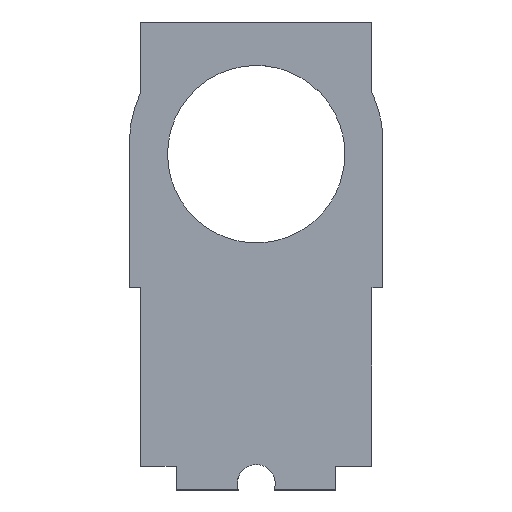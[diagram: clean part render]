
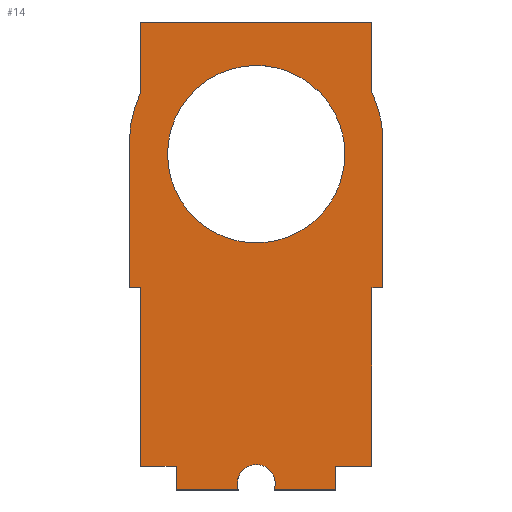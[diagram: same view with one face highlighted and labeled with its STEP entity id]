
A CAD part, top view. The second image highlights one B-rep face of the part: STEP entity #14.
In plain terms, the highlighted planar face has unit normal (0, 0, 1).
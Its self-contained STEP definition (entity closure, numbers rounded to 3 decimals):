
#14=ADVANCED_FACE('',(#38,#36),#369,.T.);
#36=FACE_BOUND('',#61,.T.);
#38=FACE_OUTER_BOUND('',#60,.T.);
#60=EDGE_LOOP('',(#84,#85,#86,#87,#88,#89,#90,#91,#92,#93,#94,#95,#96,#97,
#98,#99,#100,#101,#102));
#61=EDGE_LOOP('',(#103));
#84=ORIENTED_EDGE('',*,*,#221,.T.);
#85=ORIENTED_EDGE('',*,*,#222,.T.);
#86=ORIENTED_EDGE('',*,*,#210,.F.);
#87=ORIENTED_EDGE('',*,*,#205,.F.);
#88=ORIENTED_EDGE('',*,*,#218,.F.);
#89=ORIENTED_EDGE('',*,*,#219,.F.);
#90=ORIENTED_EDGE('',*,*,#206,.F.);
#91=ORIENTED_EDGE('',*,*,#207,.F.);
#92=ORIENTED_EDGE('',*,*,#211,.F.);
#93=ORIENTED_EDGE('',*,*,#215,.F.);
#94=ORIENTED_EDGE('',*,*,#216,.F.);
#95=ORIENTED_EDGE('',*,*,#217,.F.);
#96=ORIENTED_EDGE('',*,*,#208,.F.);
#97=ORIENTED_EDGE('',*,*,#212,.F.);
#98=ORIENTED_EDGE('',*,*,#204,.F.);
#99=ORIENTED_EDGE('',*,*,#213,.F.);
#100=ORIENTED_EDGE('',*,*,#214,.F.);
#101=ORIENTED_EDGE('',*,*,#209,.F.);
#102=ORIENTED_EDGE('',*,*,#223,.F.);
#103=ORIENTED_EDGE('',*,*,#220,.T.);
#204=EDGE_CURVE('',#324,#325,#302,.T.);
#205=EDGE_CURVE('',#326,#327,#303,.T.);
#206=EDGE_CURVE('',#328,#329,#304,.T.);
#207=EDGE_CURVE('',#330,#328,#305,.T.);
#208=EDGE_CURVE('',#331,#332,#306,.T.);
#209=EDGE_CURVE('',#333,#334,#264,.T.);
#210=EDGE_CURVE('',#327,#343,#307,.T.);
#211=EDGE_CURVE('',#335,#330,#308,.T.);
#212=EDGE_CURVE('',#325,#331,#265,.T.);
#213=EDGE_CURVE('',#336,#324,#266,.T.);
#214=EDGE_CURVE('',#334,#336,#267,.T.);
#215=EDGE_CURVE('',#337,#335,#268,.T.);
#216=EDGE_CURVE('',#338,#337,#269,.T.);
#217=EDGE_CURVE('',#332,#338,#270,.T.);
#218=EDGE_CURVE('',#339,#326,#271,.T.);
#219=EDGE_CURVE('',#329,#339,#272,.T.);
#220=EDGE_CURVE('',#340,#340,#309,.T.);
#221=EDGE_CURVE('',#341,#342,#310,.T.);
#222=EDGE_CURVE('',#342,#343,#311,.T.);
#223=EDGE_CURVE('',#341,#333,#312,.T.);
#264=B_SPLINE_CURVE_WITH_KNOTS('',1,(#601,#602),.UNSPECIFIED.,.F.,.F.,(2,
2),(-39.3,-37.438),.UNSPECIFIED.);
#265=B_SPLINE_CURVE_WITH_KNOTS('',1,(#609,#610),.UNSPECIFIED.,.F.,.F.,(2,
2),(-23.328,-11.787),.UNSPECIFIED.);
#266=B_SPLINE_CURVE_WITH_KNOTS('',1,(#611,#612),.UNSPECIFIED.,.F.,.F.,(2,
2),(-37.438,-23.328),.UNSPECIFIED.);
#267=B_SPLINE_CURVE_WITH_KNOTS('',1,(#613,#614),.UNSPECIFIED.,.F.,.F.,(2,
2),(-37.226,-34.303),.UNSPECIFIED.);
#268=B_SPLINE_CURVE_WITH_KNOTS('',1,(#615,#616),.UNSPECIFIED.,.F.,.F.,(2,
2),(-87.563,-82.093),.UNSPECIFIED.);
#269=B_SPLINE_CURVE_WITH_KNOTS('',1,(#617,#618),.UNSPECIFIED.,.F.,.F.,(2,
2),(1.865,20.135),.UNSPECIFIED.);
#270=B_SPLINE_CURVE_WITH_KNOTS('',1,(#619,#620),.UNSPECIFIED.,.F.,.F.,(2,
2),(-7.941,-2.349),.UNSPECIFIED.);
#271=B_SPLINE_CURVE_WITH_KNOTS('',1,(#621,#622),.UNSPECIFIED.,.F.,.F.,(2,
2),(-53.26,-50.299),.UNSPECIFIED.);
#272=B_SPLINE_CURVE_WITH_KNOTS('',1,(#623,#624),.UNSPECIFIED.,.F.,.F.,(2,
2),(-67.053,-53.26),.UNSPECIFIED.);
#302=(
BOUNDED_CURVE()
B_SPLINE_CURVE(2,(#586,#587,#588),.UNSPECIFIED.,.F.,.F.)
B_SPLINE_CURVE_WITH_KNOTS((3,3),(-2065.386,-2064.503),
 .UNSPECIFIED.)
CURVE()
GEOMETRIC_REPRESENTATION_ITEM()
RATIONAL_B_SPLINE_CURVE((1.,1.,1.))
REPRESENTATION_ITEM('')
);
#303=(
BOUNDED_CURVE()
B_SPLINE_CURVE(2,(#589,#590,#591),.UNSPECIFIED.,.F.,.F.)
B_SPLINE_CURVE_WITH_KNOTS((3,3),(-2098.637,-2096.775),
 .UNSPECIFIED.)
CURVE()
GEOMETRIC_REPRESENTATION_ITEM()
RATIONAL_B_SPLINE_CURVE((1.,1.,1.))
REPRESENTATION_ITEM('')
);
#304=(
BOUNDED_CURVE()
B_SPLINE_CURVE(2,(#592,#593,#594),.UNSPECIFIED.,.F.,.F.)
B_SPLINE_CURVE_WITH_KNOTS((3,3),(-2116.446,-2115.601),
 .UNSPECIFIED.)
CURVE()
GEOMETRIC_REPRESENTATION_ITEM()
RATIONAL_B_SPLINE_CURVE((1.,1.,1.))
REPRESENTATION_ITEM('')
);
#305=(
BOUNDED_CURVE()
B_SPLINE_CURVE(2,(#595,#596,#597),.UNSPECIFIED.,.F.,.F.)
B_SPLINE_CURVE_WITH_KNOTS((3,3),(-2128.805,-2116.446),
 .UNSPECIFIED.)
CURVE()
GEOMETRIC_REPRESENTATION_ITEM()
RATIONAL_B_SPLINE_CURVE((1.,1.,1.))
REPRESENTATION_ITEM('')
);
#306=(
BOUNDED_CURVE()
B_SPLINE_CURVE(2,(#598,#599,#600),.UNSPECIFIED.,.F.,.F.)
B_SPLINE_CURVE_WITH_KNOTS((3,3),(-2158.194,-2154.188),
 .UNSPECIFIED.)
CURVE()
GEOMETRIC_REPRESENTATION_ITEM()
RATIONAL_B_SPLINE_CURVE((1.,0.978,1.))
REPRESENTATION_ITEM('')
);
#307=(
BOUNDED_CURVE()
B_SPLINE_CURVE(2,(#603,#604,#605),.UNSPECIFIED.,.F.,.F.)
B_SPLINE_CURVE_WITH_KNOTS((3,3),(-2096.775,-2091.903),
 .UNSPECIFIED.)
CURVE()
GEOMETRIC_REPRESENTATION_ITEM()
RATIONAL_B_SPLINE_CURVE((1.,1.,1.))
REPRESENTATION_ITEM('')
);
#308=(
BOUNDED_CURVE()
B_SPLINE_CURVE(2,(#606,#607,#608),.UNSPECIFIED.,.F.,.F.)
B_SPLINE_CURVE_WITH_KNOTS((3,3),(-2131.994,-2128.805),
 .UNSPECIFIED.)
CURVE()
GEOMETRIC_REPRESENTATION_ITEM()
RATIONAL_B_SPLINE_CURVE((1.,0.986,1.))
REPRESENTATION_ITEM('')
);
#309=(
BOUNDED_CURVE()
B_SPLINE_CURVE(2,(#625,#626,#627,#628,#629,#630,#631,#632,#633),
 .UNSPECIFIED.,.T.,.F.)
B_SPLINE_CURVE_WITH_KNOTS((3,2,2,2,3),(131.947,151.582,
171.217,190.852,210.487),.UNSPECIFIED.)
CURVE()
GEOMETRIC_REPRESENTATION_ITEM()
RATIONAL_B_SPLINE_CURVE((1.,0.707,1.,0.707,1.,0.707,
1.,0.707,1.))
REPRESENTATION_ITEM('')
);
#310=(
BOUNDED_CURVE()
B_SPLINE_CURVE(2,(#634,#635,#636,#637,#638),.UNSPECIFIED.,.F.,.F.)
B_SPLINE_CURVE_WITH_KNOTS((3,2,3),(-2.904,-1.452,
0.),.UNSPECIFIED.)
CURVE()
GEOMETRIC_REPRESENTATION_ITEM()
RATIONAL_B_SPLINE_CURVE((1.,0.887,1.,0.887,1.))
REPRESENTATION_ITEM('')
);
#311=(
BOUNDED_CURVE()
B_SPLINE_CURVE(2,(#639,#640,#641,#642,#643),.UNSPECIFIED.,.F.,.F.)
B_SPLINE_CURVE_WITH_KNOTS((3,2,3),(-9.425,-7.973,
-6.521),.UNSPECIFIED.)
CURVE()
GEOMETRIC_REPRESENTATION_ITEM()
RATIONAL_B_SPLINE_CURVE((1.,0.887,1.,0.887,1.))
REPRESENTATION_ITEM('')
);
#312=(
BOUNDED_CURVE()
B_SPLINE_CURVE(2,(#644,#645,#646),.UNSPECIFIED.,.F.,.F.)
B_SPLINE_CURVE_WITH_KNOTS((3,3),(-2089.084,-2084.175),
 .UNSPECIFIED.)
CURVE()
GEOMETRIC_REPRESENTATION_ITEM()
RATIONAL_B_SPLINE_CURVE((1.,1.,1.))
REPRESENTATION_ITEM('')
);
#324=VERTEX_POINT('',#546);
#325=VERTEX_POINT('',#547);
#326=VERTEX_POINT('',#548);
#327=VERTEX_POINT('',#549);
#328=VERTEX_POINT('',#550);
#329=VERTEX_POINT('',#551);
#330=VERTEX_POINT('',#552);
#331=VERTEX_POINT('',#553);
#332=VERTEX_POINT('',#554);
#333=VERTEX_POINT('',#555);
#334=VERTEX_POINT('',#556);
#335=VERTEX_POINT('',#557);
#336=VERTEX_POINT('',#558);
#337=VERTEX_POINT('',#559);
#338=VERTEX_POINT('',#560);
#339=VERTEX_POINT('',#561);
#340=VERTEX_POINT('',#562);
#341=VERTEX_POINT('',#563);
#342=VERTEX_POINT('',#564);
#343=VERTEX_POINT('',#565);
#369=PLANE('',#474);
#474=AXIS2_PLACEMENT_3D('',#524,#499,$);
#499=DIRECTION('',(0.,0.,1.));
#524=CARTESIAN_POINT('',(286.,238.827,69.));
#546=CARTESIAN_POINT('',(287.865,215.499,69.));
#547=CARTESIAN_POINT('',(286.981,215.499,69.));
#548=CARTESIAN_POINT('',(303.281,201.389,69.));
#549=CARTESIAN_POINT('',(303.281,199.527,69.));
#550=CARTESIAN_POINT('',(306.981,215.499,69.));
#551=CARTESIAN_POINT('',(306.135,215.499,69.));
#552=CARTESIAN_POINT('',(306.981,227.857,69.));
#553=CARTESIAN_POINT('',(286.981,227.04,69.));
#554=CARTESIAN_POINT('',(287.865,230.886,69.));
#555=CARTESIAN_POINT('',(290.681,199.527,69.));
#556=CARTESIAN_POINT('',(290.681,201.389,69.));
#557=CARTESIAN_POINT('',(306.135,230.883,69.));
#558=CARTESIAN_POINT('',(287.865,201.389,69.));
#559=CARTESIAN_POINT('',(306.135,236.478,69.));
#560=CARTESIAN_POINT('',(287.865,236.478,69.));
#561=CARTESIAN_POINT('',(306.135,201.389,69.));
#562=CARTESIAN_POINT('',(304.,226.04,69.));
#563=CARTESIAN_POINT('',(295.59,199.527,69.));
#564=CARTESIAN_POINT('',(297.,201.54,69.));
#565=CARTESIAN_POINT('',(298.41,199.527,69.));
#586=CARTESIAN_POINT('',(287.865,215.499,69.));
#587=CARTESIAN_POINT('',(287.423,215.499,69.));
#588=CARTESIAN_POINT('',(286.981,215.499,69.));
#589=CARTESIAN_POINT('',(303.281,201.389,69.));
#590=CARTESIAN_POINT('',(303.281,200.458,69.));
#591=CARTESIAN_POINT('',(303.281,199.527,69.));
#592=CARTESIAN_POINT('',(306.981,215.499,69.));
#593=CARTESIAN_POINT('',(306.558,215.499,69.));
#594=CARTESIAN_POINT('',(306.135,215.499,69.));
#595=CARTESIAN_POINT('',(306.981,227.857,69.));
#596=CARTESIAN_POINT('',(306.981,221.678,69.));
#597=CARTESIAN_POINT('',(306.981,215.499,69.));
#598=CARTESIAN_POINT('',(286.981,227.04,69.));
#599=CARTESIAN_POINT('',(287.008,229.058,69.));
#600=CARTESIAN_POINT('',(287.865,230.886,69.));
#601=CARTESIAN_POINT('',(290.681,199.527,69.));
#602=CARTESIAN_POINT('',(290.681,201.389,69.));
#603=CARTESIAN_POINT('',(303.281,199.527,69.));
#604=CARTESIAN_POINT('',(300.845,199.527,69.));
#605=CARTESIAN_POINT('',(298.41,199.527,69.));
#606=CARTESIAN_POINT('',(306.135,230.883,69.));
#607=CARTESIAN_POINT('',(306.814,229.442,69.));
#608=CARTESIAN_POINT('',(306.981,227.857,69.));
#609=CARTESIAN_POINT('',(286.981,215.499,69.));
#610=CARTESIAN_POINT('',(286.981,227.04,69.));
#611=CARTESIAN_POINT('',(287.865,201.389,69.));
#612=CARTESIAN_POINT('',(287.865,215.499,69.));
#613=CARTESIAN_POINT('',(290.681,201.389,69.));
#614=CARTESIAN_POINT('',(287.865,201.389,69.));
#615=CARTESIAN_POINT('',(306.135,236.478,69.));
#616=CARTESIAN_POINT('',(306.135,230.883,69.));
#617=CARTESIAN_POINT('',(287.865,236.478,69.));
#618=CARTESIAN_POINT('',(306.135,236.478,69.));
#619=CARTESIAN_POINT('',(287.865,230.886,69.));
#620=CARTESIAN_POINT('',(287.865,236.478,69.));
#621=CARTESIAN_POINT('',(306.135,201.389,69.));
#622=CARTESIAN_POINT('',(303.281,201.389,69.));
#623=CARTESIAN_POINT('',(306.135,215.499,69.));
#624=CARTESIAN_POINT('',(306.135,201.389,69.));
#625=CARTESIAN_POINT('',(304.,226.04,69.));
#626=CARTESIAN_POINT('',(304.,219.04,69.));
#627=CARTESIAN_POINT('',(297.,219.04,69.));
#628=CARTESIAN_POINT('',(290.,219.04,69.));
#629=CARTESIAN_POINT('',(290.,226.04,69.));
#630=CARTESIAN_POINT('',(290.,233.04,69.));
#631=CARTESIAN_POINT('',(297.,233.04,69.));
#632=CARTESIAN_POINT('',(304.,233.04,69.));
#633=CARTESIAN_POINT('',(304.,226.04,69.));
#634=CARTESIAN_POINT('',(295.59,199.527,69.));
#635=CARTESIAN_POINT('',(295.323,200.261,69.));
#636=CARTESIAN_POINT('',(295.771,200.901,69.));
#637=CARTESIAN_POINT('',(296.219,201.54,69.));
#638=CARTESIAN_POINT('',(297.,201.54,69.));
#639=CARTESIAN_POINT('',(297.,201.54,69.));
#640=CARTESIAN_POINT('',(297.781,201.54,69.));
#641=CARTESIAN_POINT('',(298.229,200.901,69.));
#642=CARTESIAN_POINT('',(298.677,200.261,69.));
#643=CARTESIAN_POINT('',(298.41,199.527,69.));
#644=CARTESIAN_POINT('',(295.59,199.527,69.));
#645=CARTESIAN_POINT('',(293.136,199.527,69.));
#646=CARTESIAN_POINT('',(290.681,199.527,69.));
